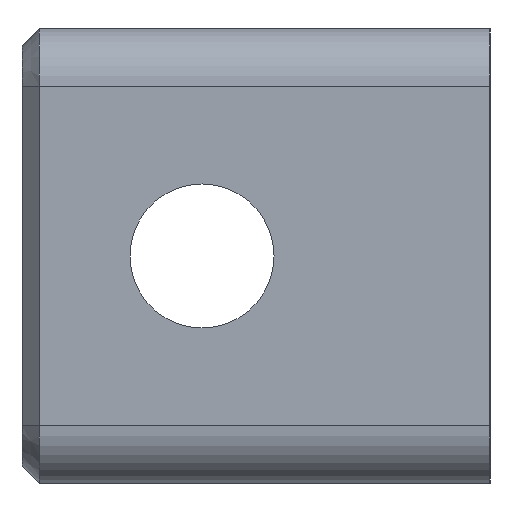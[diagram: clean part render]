
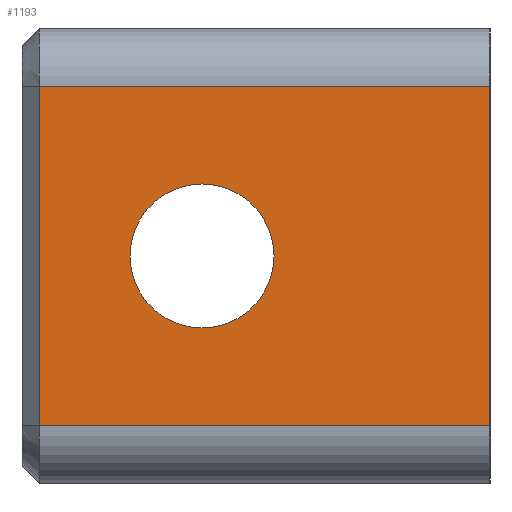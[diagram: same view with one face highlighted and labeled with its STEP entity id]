
A CAD part, left-side view. The second image highlights one B-rep face of the part: STEP entity #1193.
In plain terms, the highlighted planar face has unit normal (-1, 0, 0).
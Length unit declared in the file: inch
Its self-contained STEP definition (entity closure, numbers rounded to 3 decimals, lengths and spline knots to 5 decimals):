
#4 = CARTESIAN_POINT ( 'NONE',  ( -0.895, -0.375, -0.295 ) ) ;
#33 = DIRECTION ( 'NONE',  ( 0., 0., -1. ) ) ;
#58 = DIRECTION ( 'NONE',  ( 0., 0., -1. ) ) ;
#123 = DIRECTION ( 'NONE',  ( 0., 0., 1. ) ) ;
#142 = CARTESIAN_POINT ( 'NONE',  ( -0.895, 0.4075, -0.295 ) ) ;
#152 = DIRECTION ( 'NONE',  ( 0., 1., 0. ) ) ;
#193 = VERTEX_POINT ( 'NONE', #1650 ) ;
#201 = CARTESIAN_POINT ( 'NONE',  ( -0.895, 0.125, 0. ) ) ;
#207 = EDGE_CURVE ( 'NONE', #193, #1460, #1055, .T. ) ;
#210 = DIRECTION ( 'NONE',  ( 0., 0., -1. ) ) ;
#213 = ORIENTED_EDGE ( 'NONE', *, *, #387, .T. ) ;
#230 = LINE ( 'NONE', #1403, #1144 ) ;
#280 = CARTESIAN_POINT ( 'NONE',  ( -0.895, 0.125, 0.125 ) ) ;
#319 = CARTESIAN_POINT ( 'NONE',  ( -0.895, 0.125, 0. ) ) ;
#326 = FACE_BOUND ( 'NONE', #1378, .T. ) ;
#346 = CIRCLE ( 'NONE', #565, 0.125 ) ;
#387 = EDGE_CURVE ( 'NONE', #1893, #1073, #230, .T. ) ;
#405 = LINE ( 'NONE', #1864, #692 ) ;
#426 = DIRECTION ( 'NONE',  ( 1., 0., 0. ) ) ;
#433 = VECTOR ( 'NONE', #836, 39.37008 ) ;
#463 = CARTESIAN_POINT ( 'NONE',  ( -0.895, 0.375, 0.295 ) ) ;
#466 = PLANE ( 'NONE',  #1882 ) ;
#469 = VERTEX_POINT ( 'NONE', #975 ) ;
#522 = LINE ( 'NONE', #547, #433 ) ;
#547 = CARTESIAN_POINT ( 'NONE',  ( -0.895, 0.375, -0.295 ) ) ;
#565 = AXIS2_PLACEMENT_3D ( 'NONE', #319, #906, #1011 ) ;
#575 = LINE ( 'NONE', #463, #624 ) ;
#624 = VECTOR ( 'NONE', #152, 39.37008 ) ;
#692 = VECTOR ( 'NONE', #123, 39.37008 ) ;
#786 = DIRECTION ( 'NONE',  ( 1., 0., 0. ) ) ;
#836 = DIRECTION ( 'NONE',  ( 0., -1., 0. ) ) ;
#864 = EDGE_CURVE ( 'NONE', #1428, #469, #405, .T. ) ;
#873 = CARTESIAN_POINT ( 'NONE',  ( -0.895, 0.375, -0.395 ) ) ;
#906 = DIRECTION ( 'NONE',  ( 1., 0., 0. ) ) ;
#975 = CARTESIAN_POINT ( 'NONE',  ( -0.895, -0.375, 0.295 ) ) ;
#1011 = DIRECTION ( 'NONE',  ( 0., 0., -1. ) ) ;
#1014 = ORIENTED_EDGE ( 'NONE', *, *, #1738, .T. ) ;
#1055 = CIRCLE ( 'NONE', #1299, 0.125 ) ;
#1073 = VERTEX_POINT ( 'NONE', #142 ) ;
#1144 = VECTOR ( 'NONE', #210, 39.37008 ) ;
#1150 = EDGE_CURVE ( 'NONE', #1460, #193, #346, .T. ) ;
#1158 = EDGE_LOOP ( 'NONE', ( #1729, #213, #1014, #1816 ) ) ;
#1192 = FACE_OUTER_BOUND ( 'NONE', #1158, .T. ) ;
#1193 = ADVANCED_FACE ( 'NONE', ( #326, #1192 ), #466, .F. ) ;
#1283 = ORIENTED_EDGE ( 'NONE', *, *, #207, .T. ) ;
#1299 = AXIS2_PLACEMENT_3D ( 'NONE', #201, #786, #58 ) ;
#1345 = ORIENTED_EDGE ( 'NONE', *, *, #1150, .T. ) ;
#1378 = EDGE_LOOP ( 'NONE', ( #1283, #1345 ) ) ;
#1403 = CARTESIAN_POINT ( 'NONE',  ( -0.895, 0.4075, -0.295 ) ) ;
#1428 = VERTEX_POINT ( 'NONE', #4 ) ;
#1450 = EDGE_CURVE ( 'NONE', #469, #1893, #575, .T. ) ;
#1460 = VERTEX_POINT ( 'NONE', #280 ) ;
#1650 = CARTESIAN_POINT ( 'NONE',  ( -0.895, 0.125, -0.125 ) ) ;
#1654 = CARTESIAN_POINT ( 'NONE',  ( -0.895, 0.4075, 0.295 ) ) ;
#1729 = ORIENTED_EDGE ( 'NONE', *, *, #1450, .T. ) ;
#1738 = EDGE_CURVE ( 'NONE', #1073, #1428, #522, .T. ) ;
#1816 = ORIENTED_EDGE ( 'NONE', *, *, #864, .T. ) ;
#1864 = CARTESIAN_POINT ( 'NONE',  ( -0.895, -0.375, -0.395 ) ) ;
#1882 = AXIS2_PLACEMENT_3D ( 'NONE', #873, #426, #33 ) ;
#1893 = VERTEX_POINT ( 'NONE', #1654 ) ;
